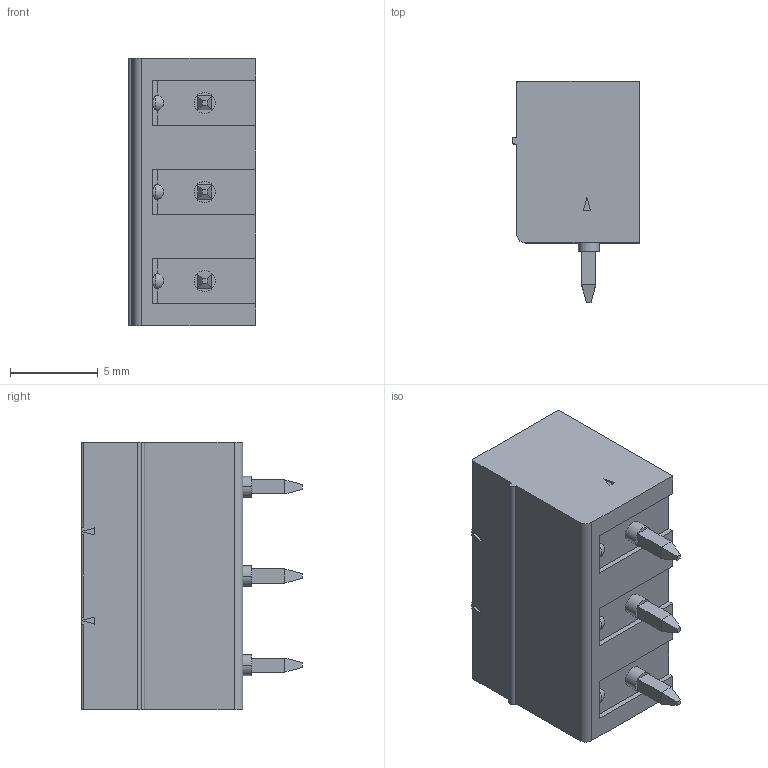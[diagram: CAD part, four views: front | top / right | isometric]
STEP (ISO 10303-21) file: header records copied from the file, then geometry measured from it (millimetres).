
FILE_DESCRIPTION(('SolidDesigner STEP Export'),'1');
FILE_NAME('mcv_1.5-3-g-5.08.stp','2000-09-15T 9:22:45',(''),(''), 'SolidDesigner STEP processor Version: 7.0(Mar 1999)for AP214(CD)(Solid Model)', 'CoCreate SolidDesigner: 08.01 19-Jun-2000(C) CoCreate Software GmbH','');
FILE_SCHEMA(('AUTOMOTIVE_DESIGN_CC2 {1 2 10303 214 -1 1 5 1}'));
Length unit declared in the file: millimetre
Products named in the file (2): mcv_1.5-3-g-5.08
Assembly tree (1 placements, depth 2):
  mcv_1.5-3-g-5.08
    mcv_1.5-3-g-5.08
Bounding box: 7.25 x 12.6 x 15.24 mm (x, y, z)
Volume: 645 mm3; surface area: 1193.6 mm2
Topology: 1 solids, 1 shells, 293 faces, 733 edges, 463 vertices
Faces by surface type: plane 229, cylinder 52, sphere 6, cone 6
Entity records: 10403 total; most frequent: ORIENTED_EDGE 1466, CARTESIAN_POINT 1405, DIRECTION 1240, EDGE_CURVE 733, VECTOR 540, LINE 540, VERTEX_POINT 463, AXIS2_PLACEMENT_3D 350
